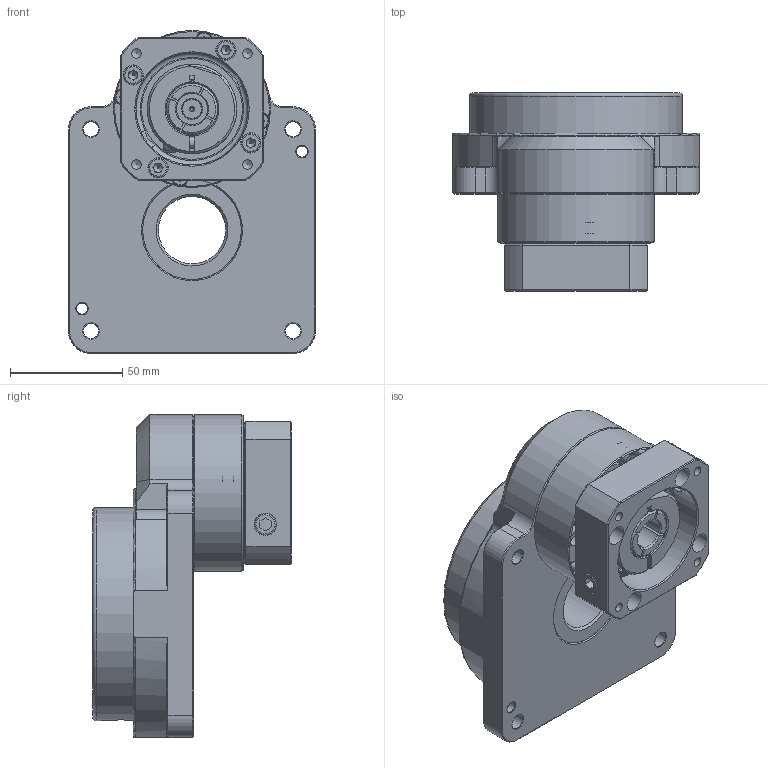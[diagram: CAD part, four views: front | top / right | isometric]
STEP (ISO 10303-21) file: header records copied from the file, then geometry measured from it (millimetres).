
FILE_DESCRIPTION((''),'2;1');
FILE_NAME('KGT-110B-1.stp','2016-10-19T12:31:20',('Young'),(''),'Autodesk Inventor 2012','Autodesk Inventor 2012','');
FILE_SCHEMA(('AUTOMOTIVE_DESIGN { 1 0 10303 214 1 1 1 1 }'));
Length unit declared in the file: millimetre
Products named in the file (3): 조립품7; KGT-110B-1; BS 4168 : 부품 1 6각 소켓 머리 캡 나사 - 미터 M5 x 16
Assembly tree (2 placements, depth 2):
  조립품7
    KGT-110B-1
    BS 4168 : 부품 1 6각 소켓 머리 캡 나사 - 미터 M5 x 16
Bounding box: 110 x 88.5 x 144 mm (x, y, z)
Volume: 409115.3 mm3; surface area: 149083.6 mm2
Topology: 22 solids, 22 shells, 620 faces, 1390 edges, 864 vertices
Faces by surface type: plane 283, cone 163, cylinder 149, torus 23, bspline 2
Full cylindrical faces by diameter (mm): 1.5 x2, 2.459 x4, 3.3 x10, 4.2 x15, 4.5 x4, 5 x13, 5.5 x5, 6.8 x4, 8 x4, 8.5 x9, 9 x7, 9.1 x1, 9.5 x2, 14 x1, 14.1 x1, 19.9 x1, 20 x1, 24 x1, 24.8 x1, 25 x1, 30 x1, 31 x1, 37 x3, 38 x1, 39.8 x1, 40 x5, 40.001 x1, 42 x2, 44 x2, 44.6 x1
Entity records: 16005 total; most frequent: CARTESIAN_POINT 3247, DIRECTION 2763, ORIENTED_EDGE 2106, AXIS2_PLACEMENT_3D 1171, EDGE_CURVE 1053, EDGE_LOOP 982, VERTEX_POINT 783, FACE_OUTER_BOUND 620
